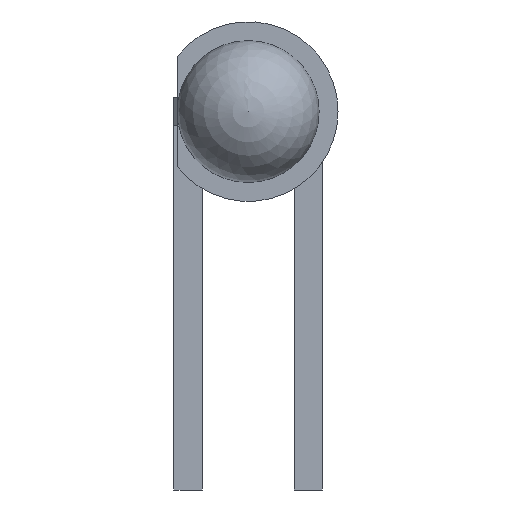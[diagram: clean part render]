
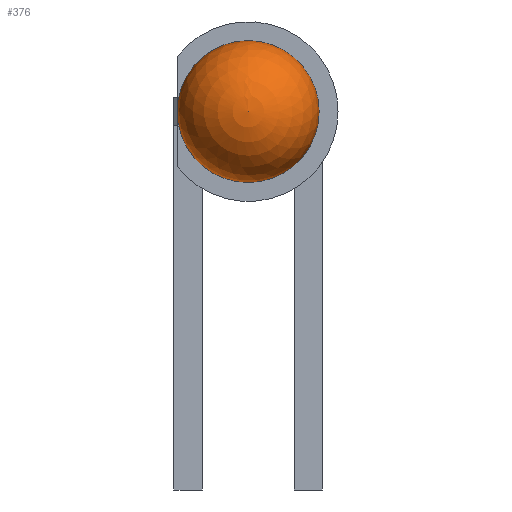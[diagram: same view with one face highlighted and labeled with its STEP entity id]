
A CAD part, front view. The second image highlights one B-rep face of the part: STEP entity #376.
In plain terms, the highlighted spherical face has radius 1.5 mm.
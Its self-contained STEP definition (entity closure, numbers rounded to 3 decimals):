
#205=DIRECTION('',(0.,1.,0.));
#215=VERTEX_POINT('',#216);
#216=CARTESIAN_POINT('',(1.27,-10.15,7.5));
#221=EDGE_CURVE('',#215,#215,#222,.T.);
#222=CIRCLE('',#223,1.5);
#223=AXIS2_PLACEMENT_3D('',#224,#205,#225);
#224=CARTESIAN_POINT('',(1.27,-10.15,6.));
#225=DIRECTION('',(0.,0.,1.));
#229=DIRECTION('',(0.,-1.,0.));
#376=ADVANCED_FACE('',(#377),#389,.T.);
#377=FACE_BOUND('',#378,.F.);
#378=EDGE_LOOP('',(#379,#380,#388));
#379=ORIENTED_EDGE('',*,*,#221,.T.);
#380=ORIENTED_EDGE('',*,*,#381,.T.);
#381=EDGE_CURVE('',#215,#382,#384,.T.);
#382=VERTEX_POINT('',#383);
#383=CARTESIAN_POINT('',(1.27,-11.65,6.));
#384=CIRCLE('',#385,1.5);
#385=AXIS2_PLACEMENT_3D('',#224,#386,#387);
#386=DIRECTION('',(1.,0.,0.));
#387=DIRECTION('',(0.,1.,0.));
#388=ORIENTED_EDGE('',*,*,#381,.F.);
#389=SPHERICAL_SURFACE('',#390,1.5);
#390=AXIS2_PLACEMENT_3D('',#224,#229,#391);
#391=DIRECTION('',(0.,0.,1.));
